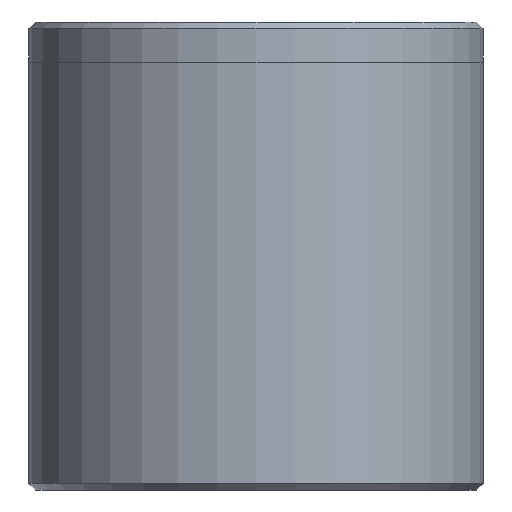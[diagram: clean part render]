
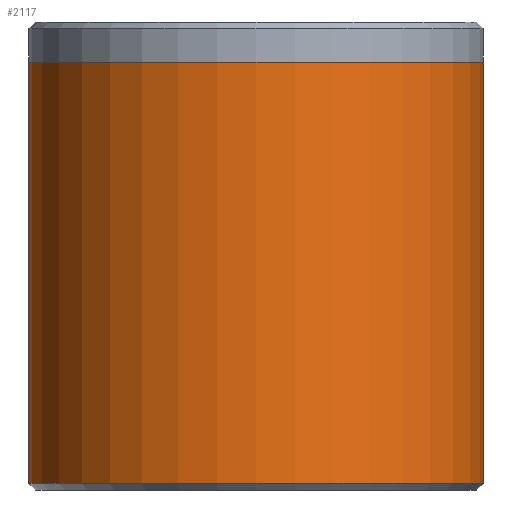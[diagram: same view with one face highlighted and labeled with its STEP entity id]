
A CAD part, front view. The second image highlights one B-rep face of the part: STEP entity #2117.
In plain terms, the highlighted cylindrical face has radius 17 mm (diameter 34 mm), a partial arc.
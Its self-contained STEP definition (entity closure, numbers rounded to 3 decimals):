
#2 = FACE_OUTER_BOUND ( 'NONE', #1771, .T. ) ;
#80 = CARTESIAN_POINT ( 'NONE',  ( -17., 0., 32. ) ) ;
#206 = VERTEX_POINT ( 'NONE', #486 ) ;
#234 = DIRECTION ( 'NONE',  ( 0., 0., -1. ) ) ;
#272 = ORIENTED_EDGE ( 'NONE', *, *, #1339, .F. ) ;
#431 = DIRECTION ( 'NONE',  ( 1., 0., 0. ) ) ;
#455 = EDGE_CURVE ( 'NONE', #2008, #1254, #1524, .T. ) ;
#477 = CYLINDRICAL_SURFACE ( 'NONE', #835, 17. ) ;
#486 = CARTESIAN_POINT ( 'NONE',  ( -17., 0., 0.5 ) ) ;
#532 = CARTESIAN_POINT ( 'NONE',  ( 0., 0., 32. ) ) ;
#586 = AXIS2_PLACEMENT_3D ( 'NONE', #627, #1973, #832 ) ;
#627 = CARTESIAN_POINT ( 'NONE',  ( 0., 0., 0.5 ) ) ;
#710 = CARTESIAN_POINT ( 'NONE',  ( 0., 0., 35. ) ) ;
#832 = DIRECTION ( 'NONE',  ( 1., 0., 0. ) ) ;
#835 = AXIS2_PLACEMENT_3D ( 'NONE', #710, #1283, #910 ) ;
#855 = CIRCLE ( 'NONE', #586, 17. ) ;
#910 = DIRECTION ( 'NONE',  ( -1., 0., 0. ) ) ;
#1254 = VERTEX_POINT ( 'NONE', #1377 ) ;
#1283 = DIRECTION ( 'NONE',  ( 0., 0., -1. ) ) ;
#1339 = EDGE_CURVE ( 'NONE', #1254, #2221, #1985, .T. ) ;
#1377 = CARTESIAN_POINT ( 'NONE',  ( 17., 0., 32. ) ) ;
#1384 = EDGE_CURVE ( 'NONE', #206, #2221, #855, .T. ) ;
#1386 = DIRECTION ( 'NONE',  ( 0., 0., 1. ) ) ;
#1418 = CARTESIAN_POINT ( 'NONE',  ( -17., 0., 35. ) ) ;
#1524 = CIRCLE ( 'NONE', #1654, 17. ) ;
#1654 = AXIS2_PLACEMENT_3D ( 'NONE', #532, #1386, #431 ) ;
#1721 = CARTESIAN_POINT ( 'NONE',  ( 17., 0., 0.5 ) ) ;
#1761 = DIRECTION ( 'NONE',  ( 0., 0., -1. ) ) ;
#1771 = EDGE_LOOP ( 'NONE', ( #272, #1949, #2109, #1788 ) ) ;
#1773 = VECTOR ( 'NONE', #234, 1000. ) ;
#1788 = ORIENTED_EDGE ( 'NONE', *, *, #1384, .T. ) ;
#1949 = ORIENTED_EDGE ( 'NONE', *, *, #455, .F. ) ;
#1973 = DIRECTION ( 'NONE',  ( 0., 0., 1. ) ) ;
#1985 = LINE ( 'NONE', #2355, #2393 ) ;
#2008 = VERTEX_POINT ( 'NONE', #80 ) ;
#2109 = ORIENTED_EDGE ( 'NONE', *, *, #2228, .T. ) ;
#2117 = ADVANCED_FACE ( 'NONE', ( #2 ), #477, .T. ) ;
#2221 = VERTEX_POINT ( 'NONE', #1721 ) ;
#2228 = EDGE_CURVE ( 'NONE', #2008, #206, #2303, .T. ) ;
#2303 = LINE ( 'NONE', #1418, #1773 ) ;
#2355 = CARTESIAN_POINT ( 'NONE',  ( 17., 0., 35. ) ) ;
#2393 = VECTOR ( 'NONE', #1761, 1000. ) ;
